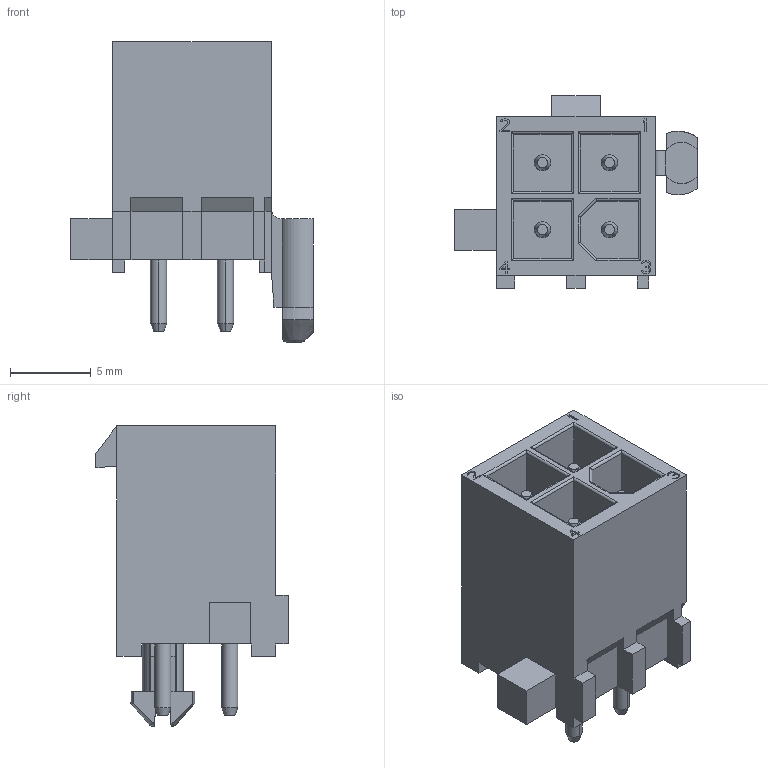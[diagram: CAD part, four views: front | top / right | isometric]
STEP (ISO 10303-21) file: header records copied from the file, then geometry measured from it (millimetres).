
FILE_DESCRIPTION (( 'STEP AP214' ), '1' );
FILE_NAME ('CONN-TH_TE_1-770174-0.STEP', '2022-09-18T01:35:38', ( '' ), ( '' ), 'SwSTEP 2.0', 'SolidWorks 2020', '' );
FILE_SCHEMA (( 'AUTOMOTIVE_DESIGN' ));
Length unit declared in the file: millimetre
Products named in the file (1): CONN-TH_TE_1-770174-0
Bounding box: 15.01 x 11.89 x 18.57 mm (x, y, z)
Volume: 924 mm3; surface area: 1563 mm2
Topology: 1 solids, 1 shells, 499 faces, 1344 edges, 883 vertices
Faces by surface type: plane 331, bspline 98, cylinder 40, cone 27, torus 3
Entity records: 21725 total; most frequent: CARTESIAN_POINT 4351, ORIENTED_EDGE 2688, DIRECTION 2004, EDGE_CURVE 1344, LINE 1028, VECTOR 1028, VERTEX_POINT 883, EDGE_LOOP 535
